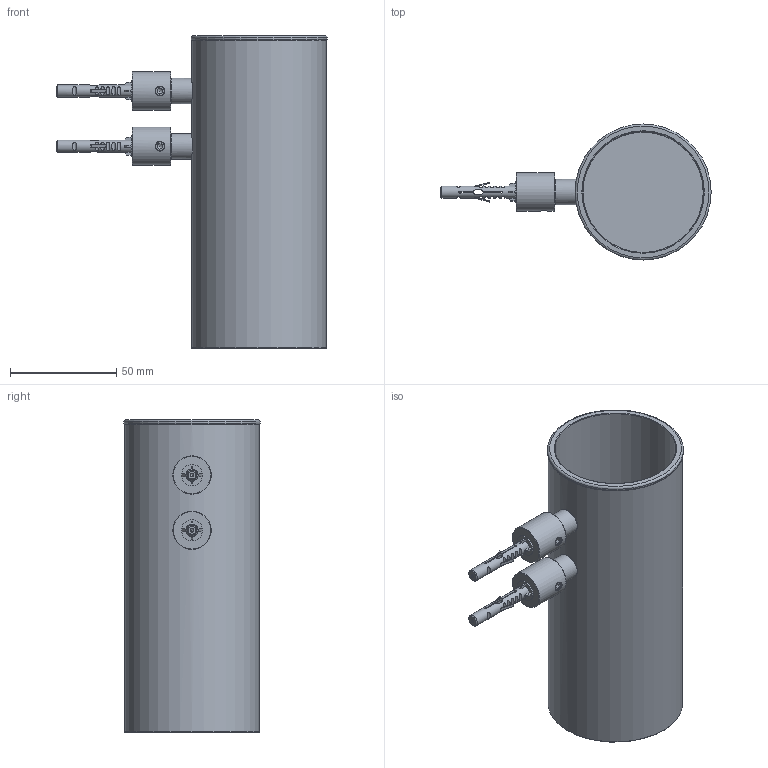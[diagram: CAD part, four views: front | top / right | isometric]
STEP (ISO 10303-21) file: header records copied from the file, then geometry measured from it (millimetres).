
FILE_DESCRIPTION(/* description */ ('Unknown','CAx-IF Rec.Pracs.---Representation and Presentation of Product Manufacturing Information (PMI)---4.0---2014-10-13','CAx-IF Rec.Pracs.---3D Tessellated Geometry---0.4---2014-09-14','2;1'),/* implementation_level */ '2;1');
FILE_NAME(/* name */ 'ARA01-00',/* time_stamp */ '2021-11-05T12:18:13+01:00',/* author */ ('Unknown'),/* organization */ ('Unknown'),/* preprocessor_version */ 'ST-DEVELOPER v16.7',/* originating_system */ 'DEX',/* authorisation */ $);
FILE_SCHEMA (('AP242_MANAGED_MODEL_BASED_3D_ENGINEERING_MIM_LF { 1 0 10303 442 1 1 4 }'));
Length unit declared in the file: millimetre
Products named in the file (11): ARA01-00; ARA01-05; ARA01-001; ARA01-01; ARA01-04; ARA01-02; ARA01-09; ARA01-03; ARA01-002_oa_0; CBA16-05; ARA01-06
Assembly tree (15 placements, depth 3):
  ARA01-00
    ARA01-05
    ARA01-001
      ARA01-01
      ARA01-04
      ARA01-02  x2
      ARA01-09  x2
      ARA01-03  x2
    ARA01-002_oa_0
      CBA16-05  x2
      ARA01-06  x2
Bounding box: 127.13 x 64 x 147 mm (x, y, z)
Volume: 94629.5 mm3; surface area: 116186 mm2
Topology: 13 solids, 13 shells, 264 faces, 615 edges, 399 vertices
Faces by surface type: plane 128, cylinder 75, cone 30, torus 19, bspline 12
Full cylindrical faces by diameter (mm): 1.7 x2, 2 x2, 3.242 x2, 3.7 x2, 4 x2, 4.134 x2, 4.2 x2, 4.917 x2, 5 x2, 5.7 x2, 7 x2, 8 x4, 10 x2, 12 x2, 18 x2, 30 x1, 57 x1, 59 x1, 60.5 x1, 60.6 x1, 63.4 x1, 64 x1
Entity records: 4835 total; most frequent: CARTESIAN_POINT 1348, DIRECTION 578, ORIENTED_EDGE 500, EDGE_CURVE 250, FACE_BOUND 232, AXIS2_PLACEMENT_3D 231, EDGE_LOOP 230, VERTEX_POINT 192
